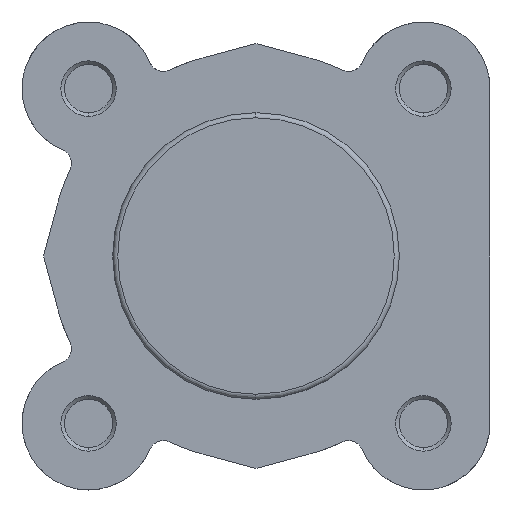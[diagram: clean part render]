
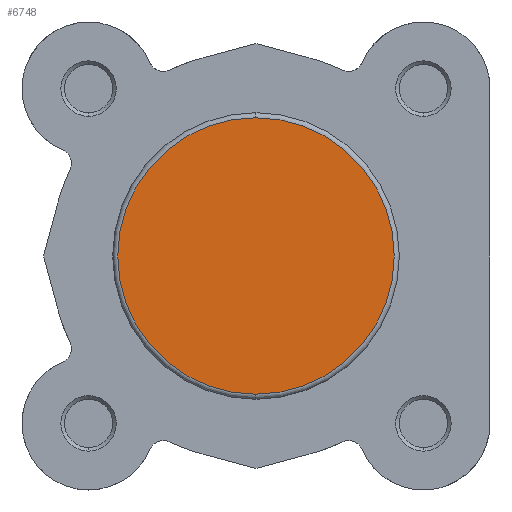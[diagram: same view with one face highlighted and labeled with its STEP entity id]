
A CAD part, left-side view. The second image highlights one B-rep face of the part: STEP entity #6748.
In plain terms, the highlighted planar face has unit normal (-1, 0, 0).
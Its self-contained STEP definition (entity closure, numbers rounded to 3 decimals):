
#171 = CIRCLE ( 'NONE', #6313, 19.2 ) ;
#702 = CARTESIAN_POINT ( 'NONE',  ( 0., 0., 0. ) ) ;
#717 = DIRECTION ( 'NONE',  ( -1., 0., 0. ) ) ;
#718 = DIRECTION ( 'NONE',  ( 0., 0., -1. ) ) ;
#1335 = CARTESIAN_POINT ( 'NONE',  ( 0., 12.5, 0. ) ) ;
#1336 = PLANE ( 'NONE',  #1550 ) ;
#1337 = DIRECTION ( 'NONE',  ( 1., 0., 0. ) ) ;
#1338 = DIRECTION ( 'NONE',  ( 0., 0., -1. ) ) ;
#1550 = AXIS2_PLACEMENT_3D ( 'NONE', #1335, #1337, #1338 ) ;
#2543 = EDGE_LOOP ( 'NONE', ( #2976, #2975 ) ) ;
#2975 = ORIENTED_EDGE ( 'NONE', *, *, #5838, .T. ) ;
#2976 = ORIENTED_EDGE ( 'NONE', *, *, #6236, .T. ) ;
#3494 = VERTEX_POINT ( 'NONE', #3695 ) ;
#3509 = VERTEX_POINT ( 'NONE', #3710 ) ;
#3695 = CARTESIAN_POINT ( 'NONE',  ( 0., 0., -19.2 ) ) ;
#3710 = CARTESIAN_POINT ( 'NONE',  ( 0., 0., 19.2 ) ) ;
#4131 = CARTESIAN_POINT ( 'NONE',  ( 0., 0., 0. ) ) ;
#4133 = DIRECTION ( 'NONE',  ( -1., 0., 0. ) ) ;
#4134 = DIRECTION ( 'NONE',  ( 0., 0., -1. ) ) ;
#5280 = CIRCLE ( 'NONE', #6515, 19.2 ) ;
#5639 = FACE_OUTER_BOUND ( 'NONE', #2543, .T. ) ;
#5838 = EDGE_CURVE ( 'NONE', #3509, #3494, #171, .T. ) ;
#6236 = EDGE_CURVE ( 'NONE', #3494, #3509, #5280, .T. ) ;
#6313 = AXIS2_PLACEMENT_3D ( 'NONE', #4131, #4133, #4134 ) ;
#6515 = AXIS2_PLACEMENT_3D ( 'NONE', #702, #717, #718 ) ;
#6748 = ADVANCED_FACE ( 'NONE', ( #5639 ), #1336, .F. ) ;
